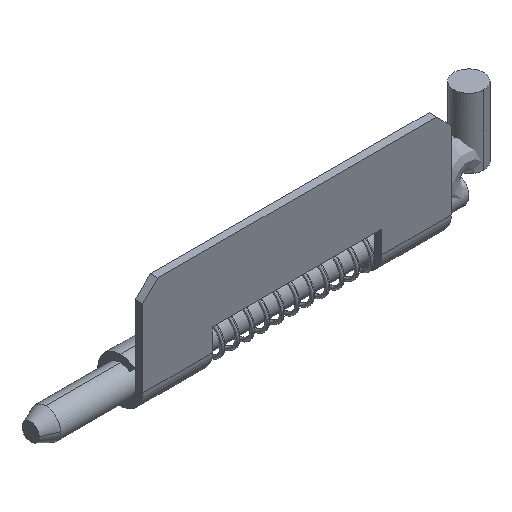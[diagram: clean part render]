
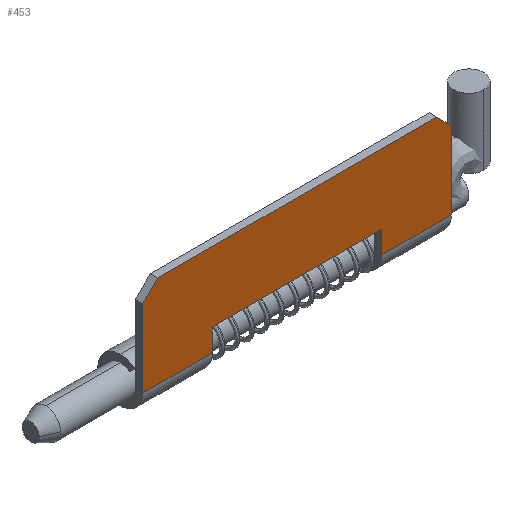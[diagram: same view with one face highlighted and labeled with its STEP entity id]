
A CAD part, isometric view. The second image highlights one B-rep face of the part: STEP entity #453.
In plain terms, the highlighted free-form (B-spline) face has degree [1, 1] with [2, 2] control points.
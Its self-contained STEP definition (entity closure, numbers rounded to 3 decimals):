
#150 = VERTEX_POINT('',#151);
#151 = CARTESIAN_POINT('',(-38.512,-1.73,
    -4.088));
#159 = VERTEX_POINT('',#160);
#160 = CARTESIAN_POINT('',(-24.952,-1.73,
    -4.088));
#166 = EDGE_CURVE('',#150,#159,#167,.T.);
#167 = B_SPLINE_CURVE_WITH_KNOTS('',1,(#168,#169),.UNSPECIFIED.,.F.,.F.,
  (2,2),(0.,14.),.PIECEWISE_BEZIER_KNOTS.);
#168 = CARTESIAN_POINT('',(-38.512,-1.73,
    -4.088));
#169 = CARTESIAN_POINT('',(-24.952,-1.73,
    -4.088));
#310 = VERTEX_POINT('',#311);
#311 = CARTESIAN_POINT('',(7.981,-1.73,
    -4.088));
#319 = VERTEX_POINT('',#320);
#320 = CARTESIAN_POINT('',(21.542,-1.73,
    -4.088));
#326 = EDGE_CURVE('',#310,#319,#327,.T.);
#327 = B_SPLINE_CURVE_WITH_KNOTS('',1,(#328,#329),.UNSPECIFIED.,.F.,.F.,
  (2,2),(48.,62.),.PIECEWISE_BEZIER_KNOTS.);
#328 = CARTESIAN_POINT('',(7.981,-1.73,
    -4.088));
#329 = CARTESIAN_POINT('',(21.542,-1.73,
    -4.088));
#453 = ADVANCED_FACE('',(#454),#510,.T.);
#454 = FACE_BOUND('',#455,.T.);
#455 = EDGE_LOOP('',(#456,#465,#472,#477,#478,#485,#492,#497,#498,#505)
  );
#456 = ORIENTED_EDGE('',*,*,#457,.F.);
#457 = EDGE_CURVE('',#458,#460,#462,.T.);
#458 = VERTEX_POINT('',#459);
#459 = CARTESIAN_POINT('',(-35.606,-1.73,
    13.831));
#460 = VERTEX_POINT('',#461);
#461 = CARTESIAN_POINT('',(18.636,-1.73,
    13.831));
#462 = B_SPLINE_CURVE_WITH_KNOTS('',1,(#463,#464),.UNSPECIFIED.,.F.,.F.,
  (2,2),(3.,59.),.PIECEWISE_BEZIER_KNOTS.);
#463 = CARTESIAN_POINT('',(-35.606,-1.73,
    13.831));
#464 = CARTESIAN_POINT('',(18.636,-1.73,
    13.831));
#465 = ORIENTED_EDGE('',*,*,#466,.T.);
#466 = EDGE_CURVE('',#458,#467,#469,.T.);
#467 = VERTEX_POINT('',#468);
#468 = CARTESIAN_POINT('',(-38.512,-1.73,
    10.925));
#469 = B_SPLINE_CURVE_WITH_KNOTS('',1,(#470,#471),.UNSPECIFIED.,.F.,.F.,
  (2,2),(-2.121,2.121),.PIECEWISE_BEZIER_KNOTS.);
#470 = CARTESIAN_POINT('',(-35.606,-1.73,
    13.831));
#471 = CARTESIAN_POINT('',(-38.512,-1.73,
    10.925));
#472 = ORIENTED_EDGE('',*,*,#473,.T.);
#473 = EDGE_CURVE('',#467,#150,#474,.T.);
#474 = B_SPLINE_CURVE_WITH_KNOTS('',1,(#475,#476),.UNSPECIFIED.,.F.,.F.,
  (2,2),(3.,18.5),.PIECEWISE_BEZIER_KNOTS.);
#475 = CARTESIAN_POINT('',(-38.512,-1.73,
    10.925));
#476 = CARTESIAN_POINT('',(-38.512,-1.73,
    -4.088));
#477 = ORIENTED_EDGE('',*,*,#166,.T.);
#478 = ORIENTED_EDGE('',*,*,#479,.F.);
#479 = EDGE_CURVE('',#480,#159,#482,.T.);
#480 = VERTEX_POINT('',#481);
#481 = CARTESIAN_POINT('',(-24.952,-1.73,
    0.27));
#482 = B_SPLINE_CURVE_WITH_KNOTS('',1,(#483,#484),.UNSPECIFIED.,.F.,.F.,
  (2,2),(0.,4.5),.PIECEWISE_BEZIER_KNOTS.);
#483 = CARTESIAN_POINT('',(-24.952,-1.73,
    0.27));
#484 = CARTESIAN_POINT('',(-24.952,-1.73,
    -4.088));
#485 = ORIENTED_EDGE('',*,*,#486,.T.);
#486 = EDGE_CURVE('',#480,#487,#489,.T.);
#487 = VERTEX_POINT('',#488);
#488 = CARTESIAN_POINT('',(7.981,-1.73,0.27
    ));
#489 = B_SPLINE_CURVE_WITH_KNOTS('',1,(#490,#491),.UNSPECIFIED.,.F.,.F.,
  (2,2),(0.,34.),.PIECEWISE_BEZIER_KNOTS.);
#490 = CARTESIAN_POINT('',(-24.952,-1.73,
    0.27));
#491 = CARTESIAN_POINT('',(7.981,-1.73,0.27
    ));
#492 = ORIENTED_EDGE('',*,*,#493,.T.);
#493 = EDGE_CURVE('',#487,#310,#494,.T.);
#494 = B_SPLINE_CURVE_WITH_KNOTS('',1,(#495,#496),.UNSPECIFIED.,.F.,.F.,
  (2,2),(0.,4.5),.PIECEWISE_BEZIER_KNOTS.);
#495 = CARTESIAN_POINT('',(7.981,-1.73,0.27
    ));
#496 = CARTESIAN_POINT('',(7.981,-1.73,
    -4.088));
#497 = ORIENTED_EDGE('',*,*,#326,.T.);
#498 = ORIENTED_EDGE('',*,*,#499,.F.);
#499 = EDGE_CURVE('',#500,#319,#502,.T.);
#500 = VERTEX_POINT('',#501);
#501 = CARTESIAN_POINT('',(21.542,-1.73,
    10.925));
#502 = B_SPLINE_CURVE_WITH_KNOTS('',1,(#503,#504),.UNSPECIFIED.,.F.,.F.,
  (2,2),(3.,18.5),.PIECEWISE_BEZIER_KNOTS.);
#503 = CARTESIAN_POINT('',(21.542,-1.73,
    10.925));
#504 = CARTESIAN_POINT('',(21.542,-1.73,
    -4.088));
#505 = ORIENTED_EDGE('',*,*,#506,.T.);
#506 = EDGE_CURVE('',#500,#460,#507,.T.);
#507 = B_SPLINE_CURVE_WITH_KNOTS('',1,(#508,#509),.UNSPECIFIED.,.F.,.F.,
  (2,2),(-45.962,-41.719),.PIECEWISE_BEZIER_KNOTS.);
#508 = CARTESIAN_POINT('',(21.542,-1.73,
    10.925));
#509 = CARTESIAN_POINT('',(18.636,-1.73,
    13.831));
#510 = B_SPLINE_SURFACE_WITH_KNOTS('',1,1,(
    (#511,#512)
    ,(#513,#514
    )),.UNSPECIFIED.,.F.,.F.,.F.,(2,2),(2,2),(0.,18.5),(
    0.,62.),.PIECEWISE_BEZIER_KNOTS.);
#511 = CARTESIAN_POINT('',(-38.512,-1.73,
    13.831));
#512 = CARTESIAN_POINT('',(21.542,-1.73,
    13.831));
#513 = CARTESIAN_POINT('',(-38.512,-1.73,
    -4.088));
#514 = CARTESIAN_POINT('',(21.542,-1.73,
    -4.088));
